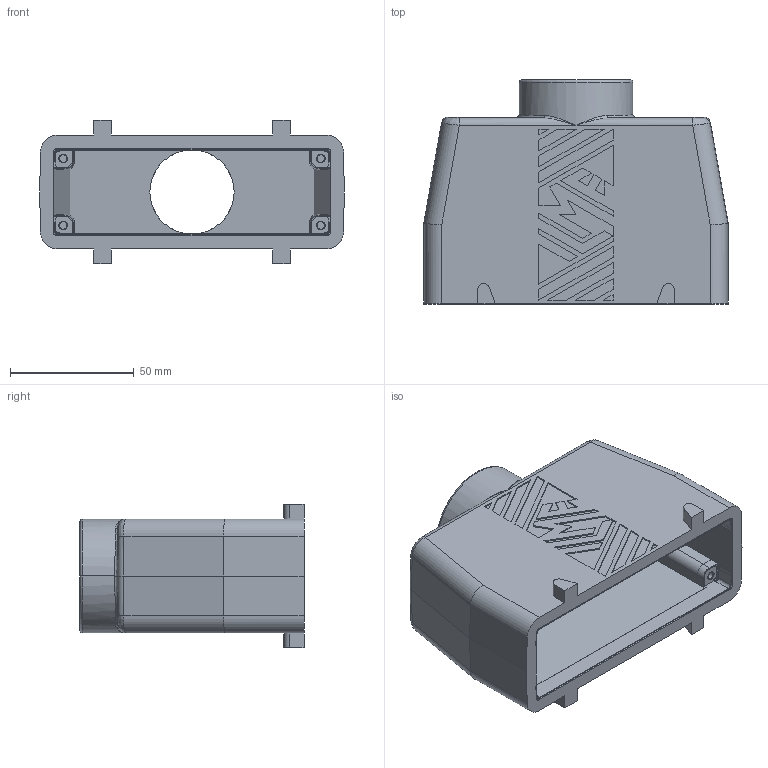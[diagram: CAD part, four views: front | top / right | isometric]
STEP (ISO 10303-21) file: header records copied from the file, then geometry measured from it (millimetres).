
FILE_DESCRIPTION(('Creo Elements/Direct Modeling STEP Export'),'2;1');
FILE_NAME('0ln7uvk53b7r65s4816','2020-06-22T15:44:49',(''),(''),'Creo Elements/Direct Modeling STEP processor for AP214 (Solid Model)','Creo Elements/Direct Modeling 20.1B 02-Apr-2019 (C) Parametric Technology GmbH','');
FILE_SCHEMA(('AUTOMOTIVE_DESIGN { 1 0 10303 214 1 1 1 1 }'));
Length unit declared in the file: millimetre
Products named in the file (2): TMAV_24.40B
Assembly tree (1 placements, depth 2):
  TMAV_24.40B
    TMAV_24.40B
Bounding box: 123 x 90.49 x 58 mm (x, y, z)
Volume: 156212.5 mm3; surface area: 62251.3 mm2
Topology: 1 solids, 5 shells, 469 faces, 1344 edges, 870 vertices
Faces by surface type: plane 305, cylinder 82, bspline 60, cone 12, torus 10
Entity records: 25867 total; most frequent: CARTESIAN_POINT 11065, ORIENTED_EDGE 2680, DIRECTION 1816, EDGE_CURVE 1340, VERTEX_POINT 870, VECTOR 842, LINE 842, EDGE_LOOP 504
